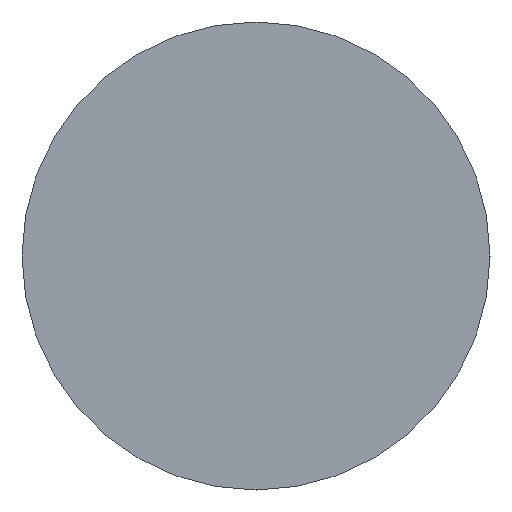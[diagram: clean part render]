
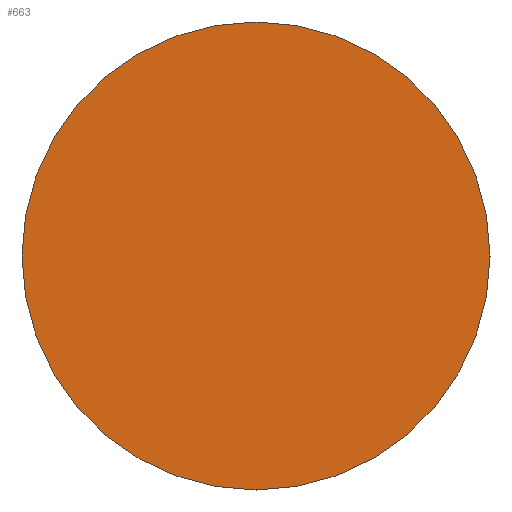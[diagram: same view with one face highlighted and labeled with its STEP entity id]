
A CAD part, front view. The second image highlights one B-rep face of the part: STEP entity #663.
In plain terms, the highlighted planar face has unit normal (0, -1, 0).
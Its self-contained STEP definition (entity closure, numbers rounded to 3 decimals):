
#48=PLANE('',#740);
#67=FACE_OUTER_BOUND('',#108,.T.);
#108=EDGE_LOOP('',(#505,#506));
#217=CIRCLE('',#741,19.);
#218=CIRCLE('',#742,19.);
#284=VERTEX_POINT('',#1218);
#285=VERTEX_POINT('',#1219);
#364=EDGE_CURVE('',#284,#285,#217,.T.);
#365=EDGE_CURVE('',#285,#284,#218,.T.);
#505=ORIENTED_EDGE('',*,*,#364,.F.);
#506=ORIENTED_EDGE('',*,*,#365,.F.);
#663=ADVANCED_FACE('',(#67),#48,.T.);
#740=AXIS2_PLACEMENT_3D('',#1217,#890,#891);
#741=AXIS2_PLACEMENT_3D('',#1220,#892,#893);
#742=AXIS2_PLACEMENT_3D('',#1221,#894,#895);
#890=DIRECTION('center_axis',(0.,-1.,0.));
#891=DIRECTION('ref_axis',(0.,0.,-1.));
#892=DIRECTION('center_axis',(0.,1.,0.));
#893=DIRECTION('ref_axis',(-1.,0.,0.));
#894=DIRECTION('center_axis',(0.,1.,0.));
#895=DIRECTION('ref_axis',(-1.,0.,0.));
#1217=CARTESIAN_POINT('Origin',(-9.5,0.,
0.));
#1218=CARTESIAN_POINT('',(-19.,0.,0.));
#1219=CARTESIAN_POINT('',(19.,0.,0.));
#1220=CARTESIAN_POINT('Origin',(0.,0.,0.));
#1221=CARTESIAN_POINT('Origin',(0.,0.,0.));
